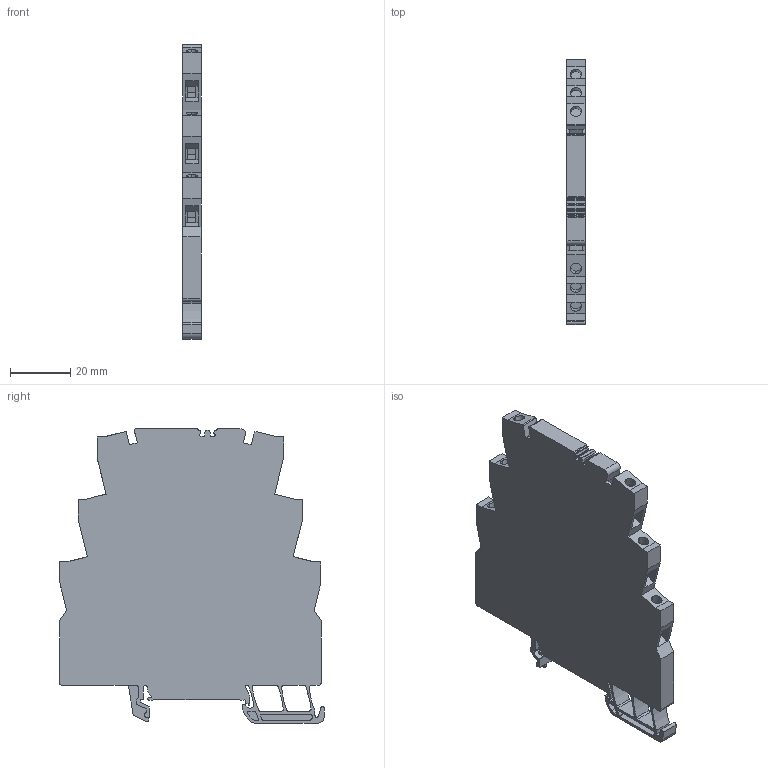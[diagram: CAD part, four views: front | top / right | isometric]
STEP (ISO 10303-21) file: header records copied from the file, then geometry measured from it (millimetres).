
FILE_DESCRIPTION(('CATIA V5R19 STEP'),'2;1');
FILE_NAME ('6614213_3_8973450000_S3D_MOS_FEED_THROUGH_SUPPLY.stp','2015-01-14T07:57:27+00:00',('none'),('Weidmueller'),'CATIA Version 5 Release 20 SP 5 (IN-10)','CATIA V5 STEP AP214','none');
FILE_SCHEMA(('AUTOMOTIVE_DESIGN { 1 0 10303 214 1 1 1 1 }'));
Length unit declared in the file: millimetre
Products named in the file (1): 8973450000
Bounding box: 6.05 x 88.1 x 97.8 mm (x, y, z)
Volume: 39125.3 mm3; surface area: 18222 mm2
Topology: 1 solids, 1 shells, 341 faces, 1079 edges, 756 vertices
Faces by surface type: plane 212, cylinder 102, extrusion 27
Entity records: 14430 total; most frequent: CARTESIAN_POINT 2780, ORIENTED_EDGE 2158, DIRECTION 1522, EDGE_CURVE 1079, VECTOR 810, LINE 783, VERTEX_POINT 756, AXIS2_PLACEMENT_3D 464
